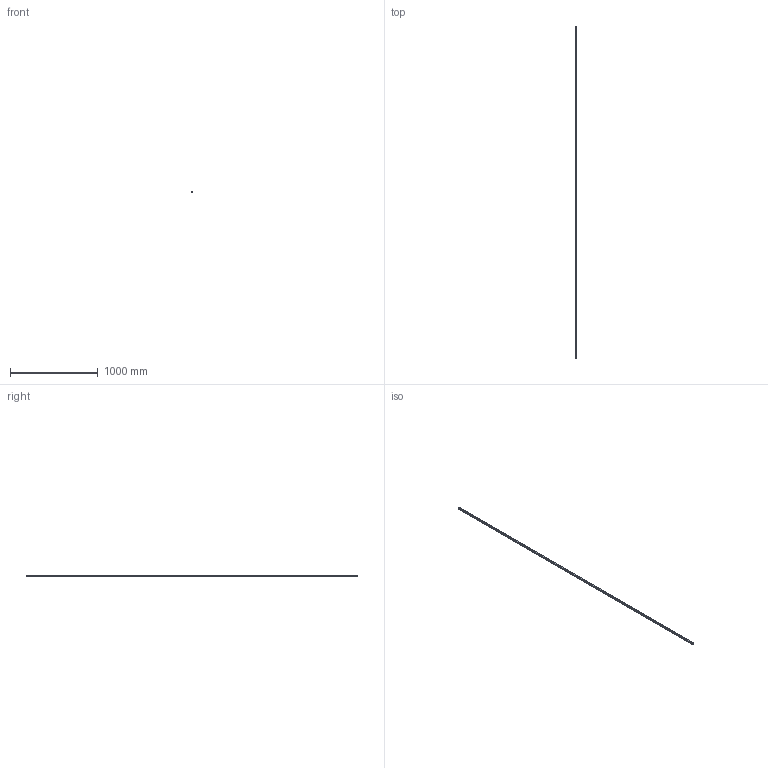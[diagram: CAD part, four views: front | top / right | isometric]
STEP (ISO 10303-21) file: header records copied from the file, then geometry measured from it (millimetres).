
FILE_DESCRIPTION(('STEP AP214'),'1');
FILE_NAME('cctmp_0470B8DC-D7D0-426B-9D33-2E02F7910361_2020_5_19_13_19_53_490..stp','2020-05-19T11:19:53',('HIWIN GmbH'),('CADClick - www.CADClick.com'),'Spatial InterOp 3D',' ','unknown authorization');
FILE_SCHEMA(('AUTOMOTIVE_DESIGN'));
Length unit declared in the file: millimetre
Products named in the file (1): HGR20R3790H_FILE
Bounding box: 20 x 3790 x 17.5 mm (x, y, z)
Volume: 1083653.5 mm3; surface area: 321141 mm2
Topology: 1 solids, 1 shells, 674 faces, 1437 edges, 958 vertices
Faces by surface type: cylinder 400, plane 274
Entity records: 23977 total; most frequent: DIRECTION 3587, CARTESIAN_POINT 3070, ORIENTED_EDGE 2874, AXIS2_PLACEMENT_3D 1475, EDGE_CURVE 1437, VERTEX_POINT 958, EDGE_LOOP 867, CIRCLE 800
